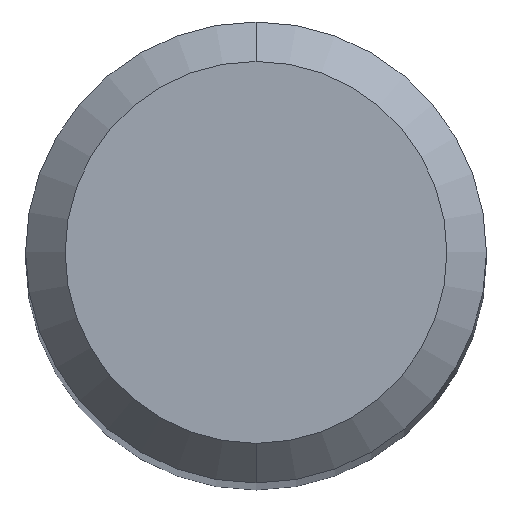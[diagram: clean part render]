
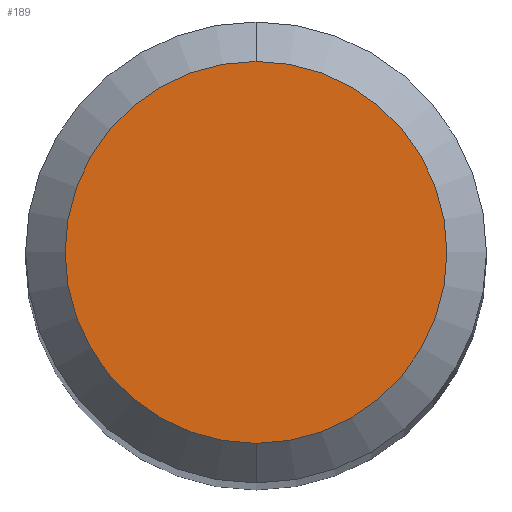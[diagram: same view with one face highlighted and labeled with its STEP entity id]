
A CAD part, top view. The second image highlights one B-rep face of the part: STEP entity #189.
In plain terms, the highlighted planar face has unit normal (0, 0, 1).
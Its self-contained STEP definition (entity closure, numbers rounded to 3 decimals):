
#139=VERTEX_POINT('',#355);
#155=EDGE_CURVE('',#175,#139,#373,.T.);
#175=VERTEX_POINT('',#395);
#189=ADVANCED_FACE('',(#411),#412,.T.);
#273=EDGE_CURVE('',#139,#175,#507,.T.);
#355=CARTESIAN_POINT('',(0.0,1.45,0.0));
#373=CIRCLE('',#615,1.45);
#395=CARTESIAN_POINT('',(0.,-1.45,0.0));
#411=FACE_OUTER_BOUND('',#659,.T.);
#412=PLANE('',#660);
#507=CIRCLE('',#790,1.45);
#615=AXIS2_PLACEMENT_3D('',#898,#899,#900);
#659=EDGE_LOOP('',(#938,#939));
#660=AXIS2_PLACEMENT_3D('',#940,#941,#942);
#790=AXIS2_PLACEMENT_3D('',#1068,#1069,#1070);
#898=CARTESIAN_POINT('',(0.0,0.0,0.0));
#899=DIRECTION('',(0.0,0.0,-1.0));
#900=DIRECTION('',(0.0,1.0,0.0));
#938=ORIENTED_EDGE('',*,*,#273,.F.);
#939=ORIENTED_EDGE('',*,*,#155,.F.);
#940=CARTESIAN_POINT('',(0.0,0.725,0.0));
#941=DIRECTION('',(-0.0,0.0,1.0));
#942=DIRECTION('',(0.0,-1.0,0.0));
#1068=CARTESIAN_POINT('',(0.0,0.0,0.0));
#1069=DIRECTION('',(0.0,0.0,-1.0));
#1070=DIRECTION('',(0.0,1.0,0.0));
